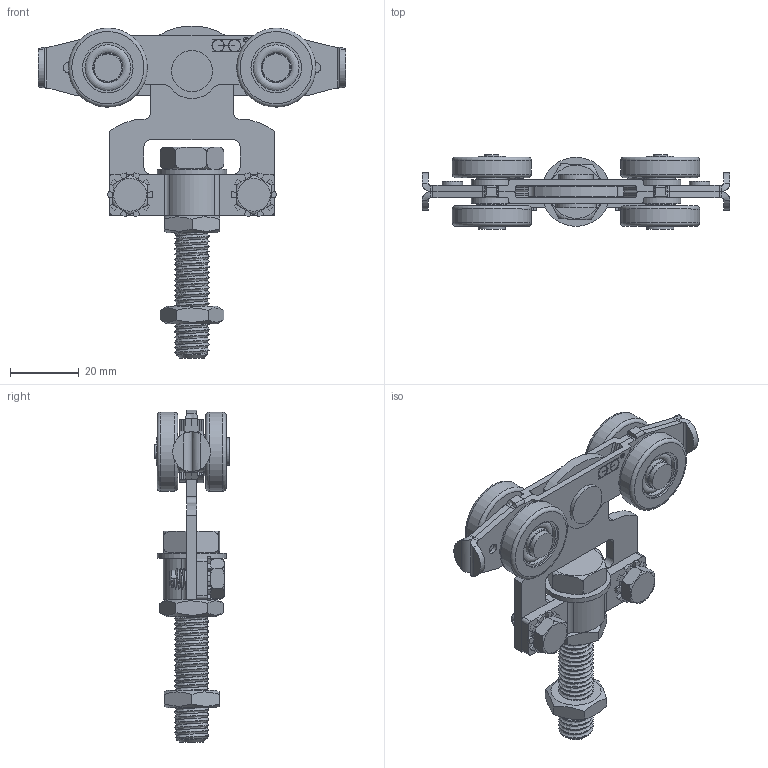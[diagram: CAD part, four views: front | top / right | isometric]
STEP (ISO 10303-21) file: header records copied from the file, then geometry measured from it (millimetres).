
FILE_DESCRIPTION(/* description */ (''),/* implementation_level */ '2;1');
FILE_NAME(/* name */ '9215N.stp',/* time_stamp */ '2015-05-26T08:07:53+02:00',/* author */ ('Lionel'),/* organization */ (''),/* preprocessor_version */ 'ST-DEVELOPER v15.6',/* originating_system */ 'Autodesk Inventor 2015',/* authorisation */ '');
FILE_SCHEMA (('AUTOMOTIVE_DESIGN { 1 0 10303 214 3 1 1 }'));
Length unit declared in the file: millimetre
Products named in the file (20): 15165; 14987; 15211; 32235; 16671; 16185; 16185_1; 16695; vis TH M10x55; vis TH M10x55 helicoidal; 13581; 14988; vis TH M6x12 helicoidal; vis TH M6x12 corps; vis TH M6x12; local.ISO.54.100.1; 09126; 09014; 9215N
Bounding box: 89.6 x 21.8 x 96.63 mm (x, y, z)
Volume: 31041.2 mm3; surface area: 31226.2 mm2
Topology: 27 solids, 27 shells, 722 faces, 1772 edges, 1139 vertices
Faces by surface type: plane 322, cylinder 278, bspline 57, torus 30, cone 27, sphere 8
Full cylindrical faces by diameter (mm): 1.342 x1, 1.458 x1, 3 x2, 4 x2, 4.2 x2, 5 x10, 5.2 x4, 6 x2, 6.2 x4, 8 x4, 8.376 x2, 8.765 x8, 9 x1, 9.5 x4, 9.9 x1, 10.2 x3, 10.4 x1, 12 x5, 13.314 x8, 14.693 x8, 20.1 x1, 23 x4
Entity records: 24212 total; most frequent: CARTESIAN_POINT 10973, DIRECTION 2609, ORIENTED_EDGE 2606, EDGE_CURVE 1303, AXIS2_PLACEMENT_3D 928, VERTEX_POINT 880, LINE 753, VECTOR 753
